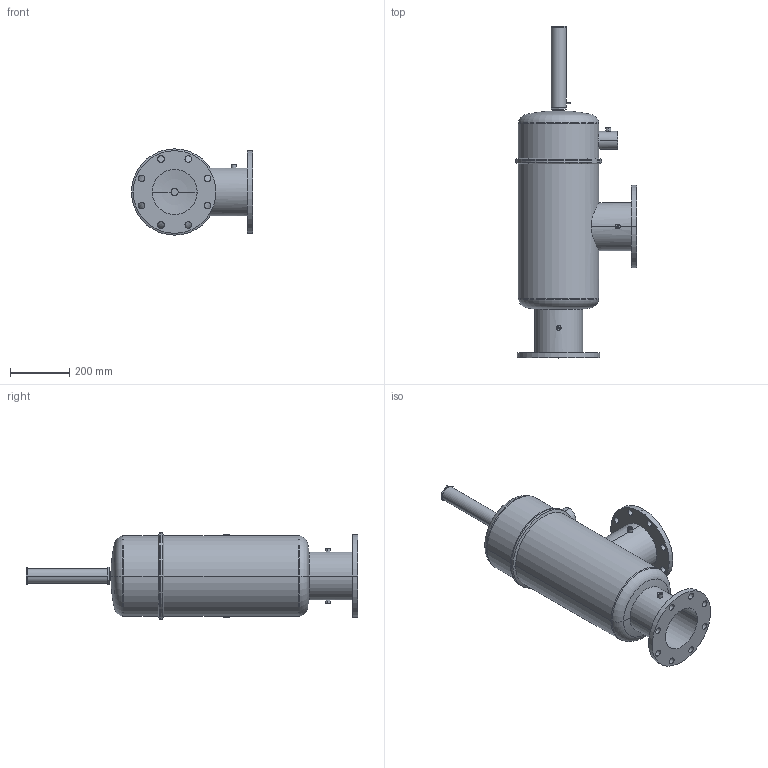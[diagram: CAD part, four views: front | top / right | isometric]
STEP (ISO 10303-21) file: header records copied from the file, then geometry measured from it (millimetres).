
FILE_DESCRIPTION (( 'STEP AP214' ), '1' );
FILE_NAME ('C6-90.STEP', '2020-07-16T11:49:57', ( '' ), ( '' ), 'SwSTEP 2.0', 'SolidWorks 2018', '' );
FILE_SCHEMA (( 'AUTOMOTIVE_DESIGN' ));
Length unit declared in the file: inch
Products named in the file (1): C6-90
Bounding box: 409.7 x 1123.38 x 292.1 mm (x, y, z)
Volume: 5630949.4 mm3; surface area: 1823989.3 mm2
Topology: 6 solids, 6 shells, 158 faces, 388 edges, 242 vertices
Faces by surface type: cylinder 94, plane 32, torus 24, cone 8
Entity records: 6120 total; most frequent: CARTESIAN_POINT 2088, DIRECTION 868, ORIENTED_EDGE 776, EDGE_CURVE 388, AXIS2_PLACEMENT_3D 361, VERTEX_POINT 242, EDGE_LOOP 214, CIRCLE 202
